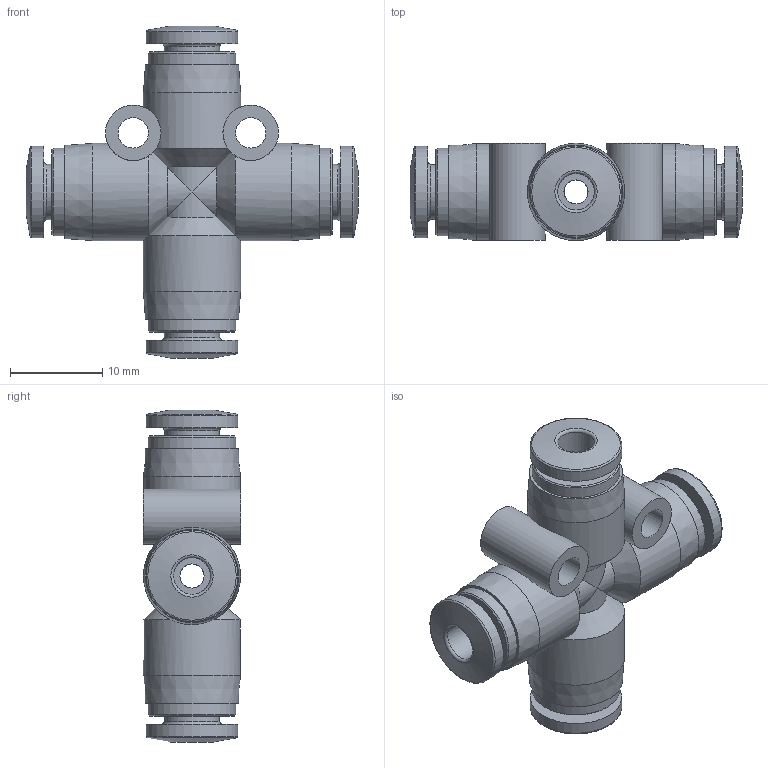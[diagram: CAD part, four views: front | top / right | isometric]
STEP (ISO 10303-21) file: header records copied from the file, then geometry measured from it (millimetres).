
FILE_DESCRIPTION(/* description */ ('STEP AP214'),/* implementation_level */ '2;1');
FILE_NAME(/* name */ '564778_QBX-5_32T-U',/* time_stamp */ '2024-09-14T04:44:59+02:00',/* author */ ('License CC BY-ND 4.0'),/* organization */ ('CADENAS'),/* preprocessor_version */ 'ST-DEVELOPER v19.3',/* originating_system */ 'PARTsolutions',/* authorisation */ ' ');
FILE_SCHEMA (('AUTOMOTIVE_DESIGN {1 0 10303 214 3 1 1}'));
Length unit declared in the file: millimetre
Products named in the file (1): 564778 QBX-5/32T-U
Bounding box: 35.9 x 10.5 x 35.9 mm (x, y, z)
Volume: 4206.8 mm3; surface area: 3720.6 mm2
Topology: 1 solids, 1 shells, 88 faces, 188 edges, 114 vertices
Faces by surface type: cylinder 36, cone 20, plane 20, torus 12
Full cylindrical faces by diameter (mm): 2.6 x4, 3.3 x2, 3.968 x4, 5.968 x4, 6 x2, 9.5 x4, 9.9 x4, 10.5 x4
Entity records: 2800 total; most frequent: CARTESIAN_POINT 466, DIRECTION 374, ORIENTED_EDGE 260, AXIS2_PLACEMENT_3D 187, EDGE_LOOP 162, FACE_BOUND 162, EDGE_CURVE 130, VERTEX_POINT 108
